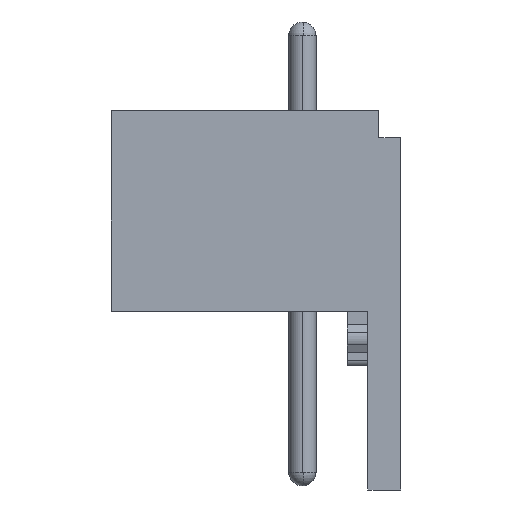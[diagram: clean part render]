
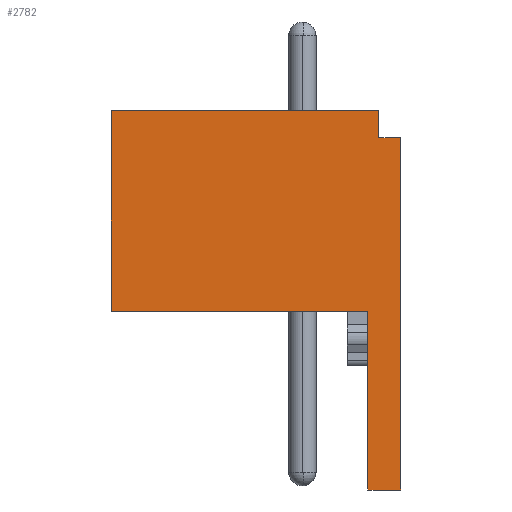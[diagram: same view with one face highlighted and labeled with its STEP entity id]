
A CAD part, front view. The second image highlights one B-rep face of the part: STEP entity #2782.
In plain terms, the highlighted planar face has unit normal (0, -1, 0).
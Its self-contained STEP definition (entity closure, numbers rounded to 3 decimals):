
#1=DIRECTION('',(1.,0.,0.));
#2=VECTOR('',#1,9.8);
#3=CARTESIAN_POINT('',(0.,0.,0.));
#4=LINE('',#3,#2);
#5=DIRECTION('',(0.,0.,-1.));
#6=VECTOR('',#5,1.);
#7=CARTESIAN_POINT('',(9.8,0.,0.));
#8=LINE('',#7,#6);
#9=DIRECTION('',(1.,0.,0.));
#10=VECTOR('',#9,0.8);
#11=CARTESIAN_POINT('',(9.8,0.,-1.));
#12=LINE('',#11,#10);
#13=DIRECTION('',(0.,0.,-1.));
#14=VECTOR('',#13,12.9);
#15=CARTESIAN_POINT('',(10.6,0.,-1.));
#16=LINE('',#15,#14);
#17=DIRECTION('',(-1.,0.,0.));
#18=VECTOR('',#17,1.2);
#19=CARTESIAN_POINT('',(10.6,0.,-13.9));
#20=LINE('',#19,#18);
#21=DIRECTION('',(0.,0.,1.));
#22=VECTOR('',#21,6.55);
#23=CARTESIAN_POINT('',(9.4,0.,-13.9));
#24=LINE('',#23,#22);
#25=DIRECTION('',(-1.,0.,0.));
#26=VECTOR('',#25,9.4);
#27=CARTESIAN_POINT('',(9.4,0.,-7.35));
#28=LINE('',#27,#26);
#29=DIRECTION('',(0.,0.,1.));
#30=VECTOR('',#29,7.35);
#31=CARTESIAN_POINT('',(0.,0.,-7.35));
#32=LINE('',#31,#30);
#2273=CARTESIAN_POINT('',(0.,0.,0.));
#2274=CARTESIAN_POINT('',(9.8,0.,0.));
#2275=VERTEX_POINT('',#2273);
#2276=VERTEX_POINT('',#2274);
#2277=CARTESIAN_POINT('',(9.8,0.,-1.));
#2278=VERTEX_POINT('',#2277);
#2279=CARTESIAN_POINT('',(10.6,0.,-1.));
#2280=VERTEX_POINT('',#2279);
#2281=CARTESIAN_POINT('',(10.6,0.,-13.9));
#2282=VERTEX_POINT('',#2281);
#2283=CARTESIAN_POINT('',(9.4,0.,-13.9));
#2284=VERTEX_POINT('',#2283);
#2285=CARTESIAN_POINT('',(9.4,0.,-7.35));
#2286=VERTEX_POINT('',#2285);
#2287=CARTESIAN_POINT('',(0.,0.,-7.35));
#2288=VERTEX_POINT('',#2287);
#2759=CARTESIAN_POINT('',(0.,0.,0.));
#2760=DIRECTION('',(0.,1.,0.));
#2761=DIRECTION('',(1.,0.,0.));
#2762=AXIS2_PLACEMENT_3D('',#2759,#2760,#2761);
#2763=PLANE('',#2762);
#2765=ORIENTED_EDGE('',*,*,#2764,.T.);
#2767=ORIENTED_EDGE('',*,*,#2766,.T.);
#2769=ORIENTED_EDGE('',*,*,#2768,.T.);
#2771=ORIENTED_EDGE('',*,*,#2770,.T.);
#2773=ORIENTED_EDGE('',*,*,#2772,.T.);
#2775=ORIENTED_EDGE('',*,*,#2774,.T.);
#2777=ORIENTED_EDGE('',*,*,#2776,.T.);
#2779=ORIENTED_EDGE('',*,*,#2778,.T.);
#2780=EDGE_LOOP('',(#2765,#2767,#2769,#2771,#2773,#2775,#2777,#2779));
#2781=FACE_OUTER_BOUND('',#2780,.F.);
#2782=ADVANCED_FACE('',(#2781),#2763,.F.);
#2764=EDGE_CURVE('',#2275,#2276,#4,.T.);
#2766=EDGE_CURVE('',#2276,#2278,#8,.T.);
#2768=EDGE_CURVE('',#2278,#2280,#12,.T.);
#2770=EDGE_CURVE('',#2280,#2282,#16,.T.);
#2772=EDGE_CURVE('',#2282,#2284,#20,.T.);
#2774=EDGE_CURVE('',#2284,#2286,#24,.T.);
#2776=EDGE_CURVE('',#2286,#2288,#28,.T.);
#2778=EDGE_CURVE('',#2288,#2275,#32,.T.);
